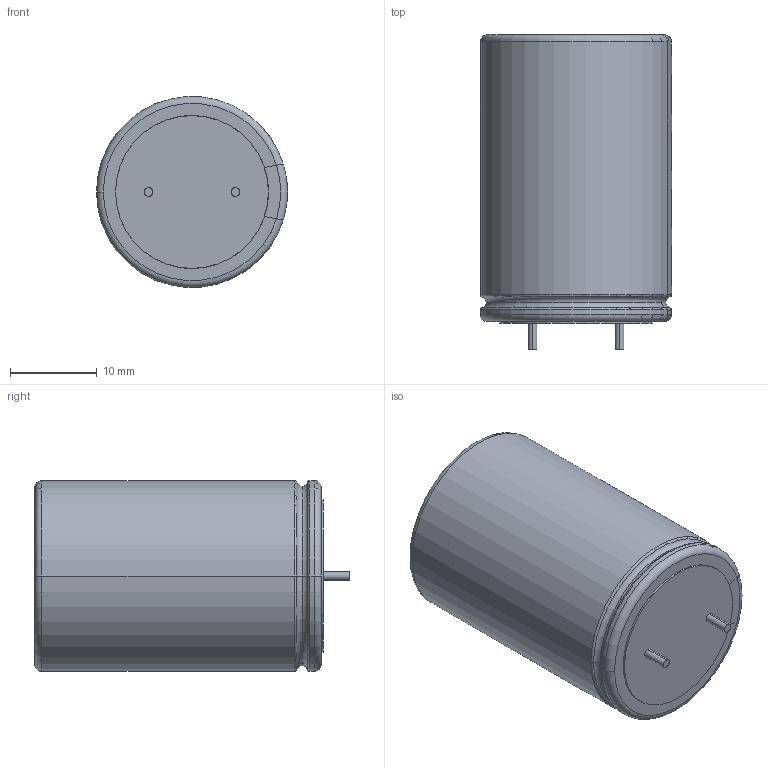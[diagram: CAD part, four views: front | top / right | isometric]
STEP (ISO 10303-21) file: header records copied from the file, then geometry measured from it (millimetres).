
FILE_DESCRIPTION (( 'STEP AP214' ), '1' );
FILE_NAME ('CAP ALTH D-22MM L-10MM H-33MM.STEP', '2017-01-08T08:06:40', ( '' ), ( '' ), 'SwSTEP 2.0', 'SolidWorks 2016', '' );
FILE_SCHEMA (( 'AUTOMOTIVE_DESIGN' ));
Length unit declared in the file: millimetre
Products named in the file (1): CAP ALTH D-22MM L-10MM H-33MM
Bounding box: 22 x 36.2 x 21.95 mm (x, y, z)
Volume: 12522.8 mm3; surface area: 3061.5 mm2
Topology: 1 solids, 1 shells, 54 faces, 133 edges, 91 vertices
Faces by surface type: cylinder 24, torus 22, plane 8
Entity records: 2358 total; most frequent: CARTESIAN_POINT 663, DIRECTION 270, ORIENTED_EDGE 266, EDGE_CURVE 133, AXIS2_PLACEMENT_3D 116, VERTEX_POINT 91, EDGE_LOOP 64, CIRCLE 61
